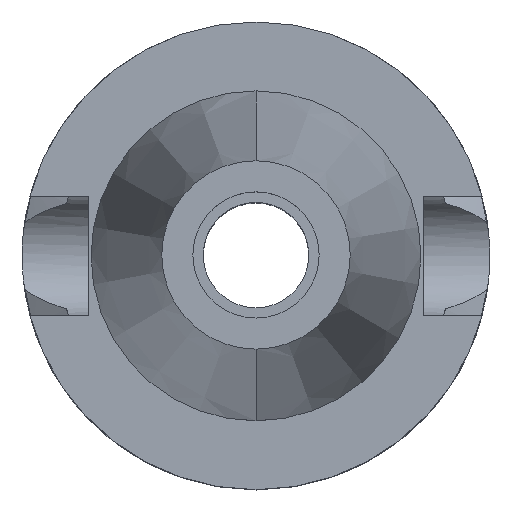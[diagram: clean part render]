
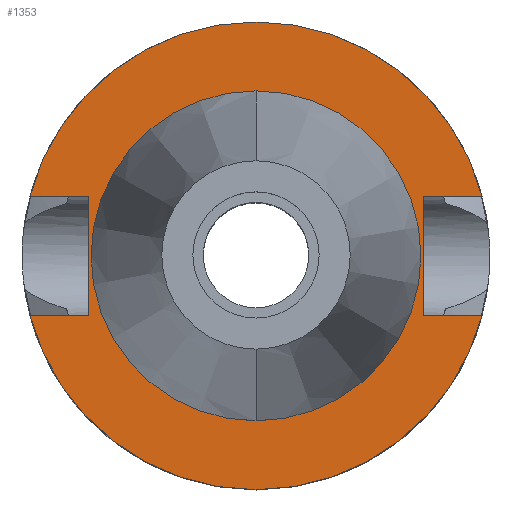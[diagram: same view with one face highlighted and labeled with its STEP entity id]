
A CAD part, top view. The second image highlights one B-rep face of the part: STEP entity #1353.
In plain terms, the highlighted planar face has unit normal (0, 0, 1).
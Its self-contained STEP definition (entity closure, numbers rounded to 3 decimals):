
#121=DIRECTION('',(0.,1.,0.));
#122=VECTOR('',#121,16.1);
#123=CARTESIAN_POINT('',(-22.5,-8.05,-1.));
#124=LINE('',#123,#122);
#128=CARTESIAN_POINT('',(0.,0.,-1.));
#129=DIRECTION('',(0.,0.,-1.));
#130=DIRECTION('',(-0.967,0.256,0.));
#131=AXIS2_PLACEMENT_3D('',#128,#129,#130);
#136=CARTESIAN_POINT('',(0.,0.,-1.));
#137=DIRECTION('',(0.,0.,-1.));
#138=DIRECTION('',(0.,1.,0.));
#139=AXIS2_PLACEMENT_3D('',#136,#137,#138);
#144=DIRECTION('',(0.,-1.,0.));
#145=VECTOR('',#144,16.1);
#146=CARTESIAN_POINT('',(22.5,8.05,-1.));
#147=LINE('',#146,#145);
#151=DIRECTION('',(1.,0.,0.));
#152=VECTOR('',#151,7.954);
#153=CARTESIAN_POINT('',(22.5,-8.05,-1.));
#154=LINE('',#153,#152);
#158=CARTESIAN_POINT('',(0.,0.,-1.));
#159=DIRECTION('',(0.,0.,-1.));
#160=DIRECTION('',(0.967,-0.256,0.));
#161=AXIS2_PLACEMENT_3D('',#158,#159,#160);
#166=CARTESIAN_POINT('',(0.,0.,-1.));
#167=DIRECTION('',(0.,0.,-1.));
#168=DIRECTION('',(0.,-1.,0.));
#169=AXIS2_PLACEMENT_3D('',#166,#167,#168);
#174=DIRECTION('',(1.,0.,0.));
#175=VECTOR('',#174,7.954);
#176=CARTESIAN_POINT('',(-30.454,-8.05,-1.));
#177=LINE('',#176,#175);
#181=CARTESIAN_POINT('',(0.,0.,-1.));
#182=DIRECTION('',(0.,0.,1.));
#183=DIRECTION('',(0.,-1.,0.));
#184=AXIS2_PLACEMENT_3D('',#181,#182,#183);
#189=CARTESIAN_POINT('',(0.,0.,-1.));
#190=DIRECTION('',(0.,0.,1.));
#191=DIRECTION('',(0.,1.,0.));
#192=AXIS2_PLACEMENT_3D('',#189,#190,#191);
#357=DIRECTION('',(1.,0.,0.));
#358=VECTOR('',#357,7.954);
#359=CARTESIAN_POINT('',(22.5,8.05,-1.));
#360=LINE('',#359,#358);
#418=DIRECTION('',(1.,0.,0.));
#419=VECTOR('',#418,7.954);
#420=CARTESIAN_POINT('',(-30.454,8.05,-1.));
#421=LINE('',#420,#419);
#1210=CARTESIAN_POINT('',(-22.5,-8.05,-1.));
#1211=VERTEX_POINT('',#1210);
#1212=CARTESIAN_POINT('',(-30.454,-8.05,-1.));
#1213=VERTEX_POINT('',#1212);
#1216=CARTESIAN_POINT('',(-22.5,8.05,-1.));
#1217=VERTEX_POINT('',#1216);
#1218=CARTESIAN_POINT('',(-30.454,8.05,-1.));
#1219=VERTEX_POINT('',#1218);
#1220=CARTESIAN_POINT('',(0.,31.5,-1.));
#1221=CARTESIAN_POINT('',(30.454,8.05,-1.));
#1222=VERTEX_POINT('',#1220);
#1223=VERTEX_POINT('',#1221);
#1224=CARTESIAN_POINT('',(22.5,8.05,-1.));
#1225=VERTEX_POINT('',#1224);
#1226=CARTESIAN_POINT('',(22.5,-8.05,-1.));
#1227=VERTEX_POINT('',#1226);
#1228=CARTESIAN_POINT('',(30.454,-8.05,-1.));
#1229=VERTEX_POINT('',#1228);
#1230=CARTESIAN_POINT('',(0.,-31.5,-1.));
#1231=VERTEX_POINT('',#1230);
#1232=CARTESIAN_POINT('',(0.,-22.225,-1.));
#1233=CARTESIAN_POINT('',(0.,22.225,-1.));
#1234=VERTEX_POINT('',#1232);
#1235=VERTEX_POINT('',#1233);
#1322=CARTESIAN_POINT('',(0.,0.,-1.));
#1323=DIRECTION('',(0.,0.,-1.));
#1324=DIRECTION('',(0.,-1.,0.));
#1325=AXIS2_PLACEMENT_3D('',#1322,#1323,#1324);
#1326=PLANE('',#1325);
#1328=ORIENTED_EDGE('',*,*,#1327,.T.);
#1330=ORIENTED_EDGE('',*,*,#1329,.F.);
#1332=ORIENTED_EDGE('',*,*,#1331,.T.);
#1334=ORIENTED_EDGE('',*,*,#1333,.T.);
#1336=ORIENTED_EDGE('',*,*,#1335,.F.);
#1338=ORIENTED_EDGE('',*,*,#1337,.T.);
#1340=ORIENTED_EDGE('',*,*,#1339,.T.);
#1342=ORIENTED_EDGE('',*,*,#1341,.T.);
#1344=ORIENTED_EDGE('',*,*,#1343,.T.);
#1346=ORIENTED_EDGE('',*,*,#1345,.T.);
#1347=EDGE_LOOP('',(#1328,#1330,#1332,#1334,#1336,#1338,#1340,#1342,#1344,
#1346));
#1348=FACE_OUTER_BOUND('',#1347,.F.);
#1349=ORIENTED_EDGE('',*,*,#1301,.T.);
#1350=ORIENTED_EDGE('',*,*,#1317,.T.);
#1351=EDGE_LOOP('',(#1349,#1350));
#1352=FACE_BOUND('',#1351,.F.);
#132=CIRCLE('',#131,31.5);
#140=CIRCLE('',#139,31.5);
#162=CIRCLE('',#161,31.5);
#170=CIRCLE('',#169,31.5);
#185=CIRCLE('',#184,22.225);
#193=CIRCLE('',#192,22.225);
#1301=EDGE_CURVE('',#1234,#1235,#185,.T.);
#1317=EDGE_CURVE('',#1235,#1234,#193,.T.);
#1327=EDGE_CURVE('',#1211,#1217,#124,.T.);
#1329=EDGE_CURVE('',#1219,#1217,#421,.T.);
#1331=EDGE_CURVE('',#1219,#1222,#132,.T.);
#1333=EDGE_CURVE('',#1222,#1223,#140,.T.);
#1335=EDGE_CURVE('',#1225,#1223,#360,.T.);
#1337=EDGE_CURVE('',#1225,#1227,#147,.T.);
#1339=EDGE_CURVE('',#1227,#1229,#154,.T.);
#1341=EDGE_CURVE('',#1229,#1231,#162,.T.);
#1343=EDGE_CURVE('',#1231,#1213,#170,.T.);
#1345=EDGE_CURVE('',#1213,#1211,#177,.T.);
#1353=ADVANCED_FACE('',(#1348,#1352),#1326,.F.);
